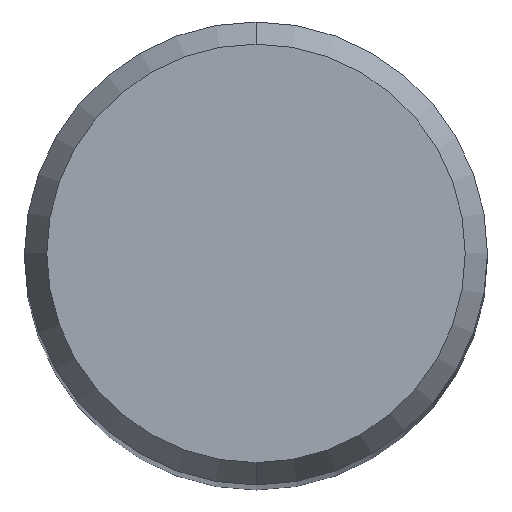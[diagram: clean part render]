
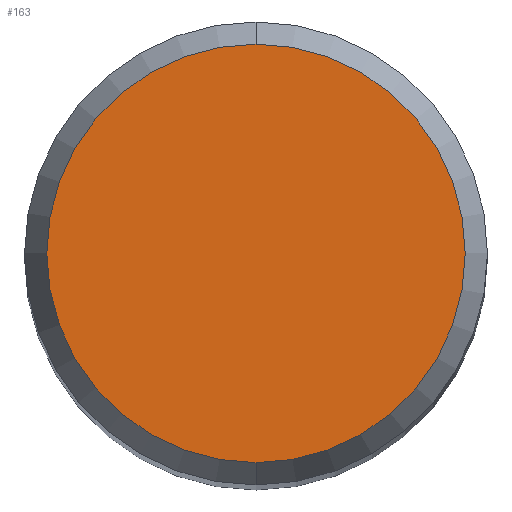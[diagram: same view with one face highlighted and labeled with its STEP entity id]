
A CAD part, top view. The second image highlights one B-rep face of the part: STEP entity #163.
In plain terms, the highlighted planar face has unit normal (0, 0, 1).
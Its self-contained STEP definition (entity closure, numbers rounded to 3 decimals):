
#129=EDGE_CURVE('',#183,#131,#285,.T.);
#131=VERTEX_POINT('',#287);
#163=ADVANCED_FACE('',(#323),#324,.T.);
#183=VERTEX_POINT('',#344);
#185=EDGE_CURVE('',#131,#183,#346,.T.);
#285=CIRCLE('',#457,2.158);
#287=CARTESIAN_POINT('',(0.,-2.158,0.));
#323=FACE_OUTER_BOUND('',#503,.T.);
#324=PLANE('',#504);
#344=CARTESIAN_POINT('',(0.0,2.158,0.));
#346=CIRCLE('',#534,2.158);
#457=AXIS2_PLACEMENT_3D('',#657,#658,#659);
#503=EDGE_LOOP('',(#701,#702));
#504=AXIS2_PLACEMENT_3D('',#703,#704,#705);
#534=AXIS2_PLACEMENT_3D('',#712,#713,#714);
#657=CARTESIAN_POINT('',(0.0,0.0,0.));
#658=DIRECTION('',(0.0,0.0,-1.0));
#659=DIRECTION('',(0.0,1.0,0.0));
#701=ORIENTED_EDGE('',*,*,#129,.F.);
#702=ORIENTED_EDGE('',*,*,#185,.F.);
#703=CARTESIAN_POINT('',(0.0,1.079,0.));
#704=DIRECTION('',(-0.0,0.0,1.0));
#705=DIRECTION('',(0.0,-1.0,0.0));
#712=CARTESIAN_POINT('',(0.0,0.0,0.));
#713=DIRECTION('',(0.0,0.0,-1.0));
#714=DIRECTION('',(0.0,1.0,0.0));
